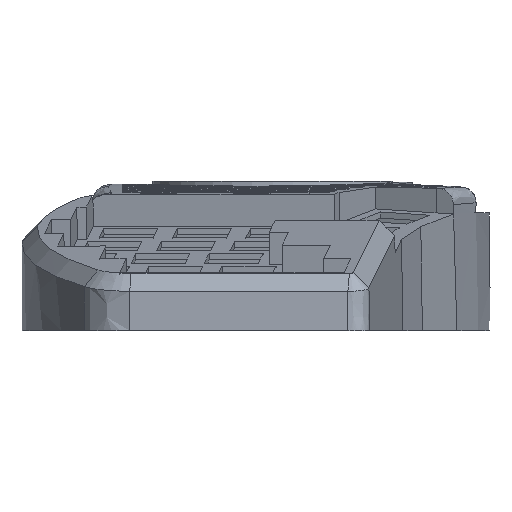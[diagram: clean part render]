
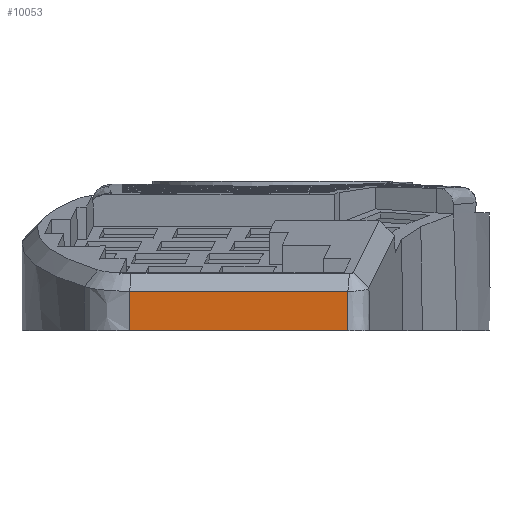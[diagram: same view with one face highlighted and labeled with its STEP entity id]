
A CAD part, left-side view. The second image highlights one B-rep face of the part: STEP entity #10053.
In plain terms, the highlighted planar face has unit normal (-0.996, 0.087, 0).
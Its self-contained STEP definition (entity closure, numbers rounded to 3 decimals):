
#665=PLANE('',#10708);
#1167=FACE_OUTER_BOUND('',#1761,.T.);
#1761=EDGE_LOOP('',(#8766,#8767,#8768,#8769));
#2182=LINE('',#15584,#3258);
#2672=LINE('',#17229,#3748);
#2673=LINE('',#17232,#3749);
#2674=LINE('',#17233,#3750);
#3258=VECTOR('',#11511,10.);
#3748=VECTOR('',#12559,10.);
#3749=VECTOR('',#12562,10.);
#3750=VECTOR('',#12563,10.15);
#4599=VERTEX_POINT('',#15574);
#4600=VERTEX_POINT('',#15583);
#5008=VERTEX_POINT('',#17227);
#5009=VERTEX_POINT('',#17231);
#5702=EDGE_CURVE('',#4600,#4599,#2182,.T.);
#6316=EDGE_CURVE('',#5008,#4600,#2672,.T.);
#6317=EDGE_CURVE('',#5008,#5009,#2673,.T.);
#6318=EDGE_CURVE('',#5009,#4599,#2674,.T.);
#8766=ORIENTED_EDGE('',*,*,#6317,.F.);
#8767=ORIENTED_EDGE('',*,*,#6316,.T.);
#8768=ORIENTED_EDGE('',*,*,#5702,.T.);
#8769=ORIENTED_EDGE('',*,*,#6318,.F.);
#10053=ADVANCED_FACE('',(#1167),#665,.F.);
#10708=AXIS2_PLACEMENT_3D('',#17230,#12560,#12561);
#11511=DIRECTION('',(-0.087,-0.996,0.));
#12559=DIRECTION('',(0.,0.,-1.));
#12560=DIRECTION('center_axis',(0.996,-0.087,0.));
#12561=DIRECTION('ref_axis',(0.,0.,-1.));
#12562=DIRECTION('',(-0.087,-0.996,0.));
#12563=DIRECTION('',(0.,0.,-1.));
#15574=CARTESIAN_POINT('',(-188.224,-30.437,0.));
#15583=CARTESIAN_POINT('',(-183.292,25.888,0.));
#15584=CARTESIAN_POINT('',(-183.292,25.888,0.));
#17227=CARTESIAN_POINT('',(-183.292,25.888,10.15));
#17229=CARTESIAN_POINT('',(-183.292,25.888,10.15));
#17230=CARTESIAN_POINT('Origin',(-183.292,25.888,10.15));
#17231=CARTESIAN_POINT('',(-188.224,-30.437,10.15));
#17232=CARTESIAN_POINT('',(-184.122,16.404,10.15));
#17233=CARTESIAN_POINT('',(-188.224,-30.437,10.15));
